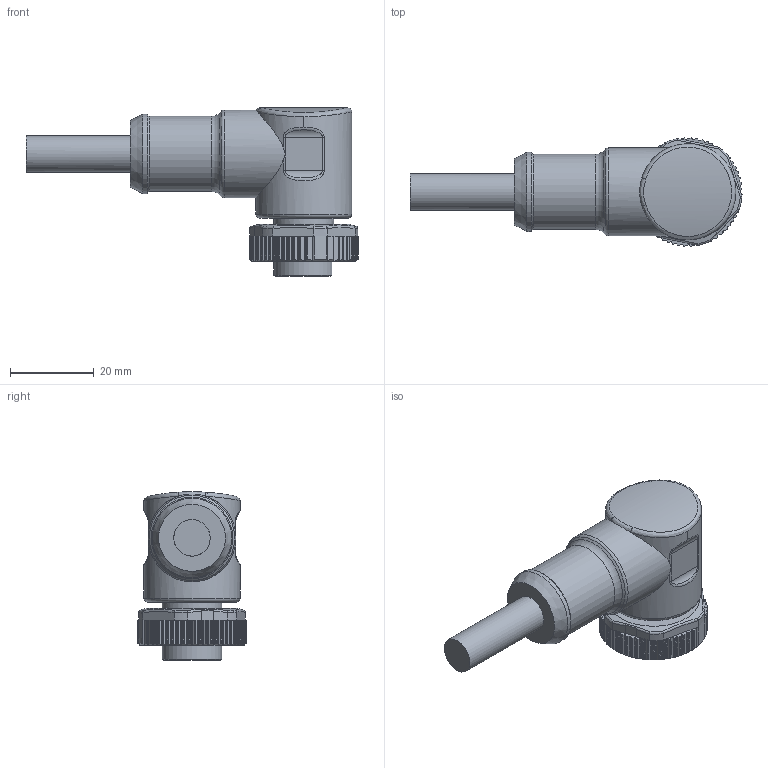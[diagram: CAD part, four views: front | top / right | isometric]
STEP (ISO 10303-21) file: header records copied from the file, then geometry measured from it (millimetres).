
FILE_DESCRIPTION(/* description */ (''),/* implementation_level */ '2;1');
FILE_NAME(/* name */ '79_2462_XXX_05_001_01.stp',/* time_stamp */ '2013-03-28T09:49:40+01:00',/* author */ (''),/* organization */ (''),/* preprocessor_version */ 'ST-DEVELOPER v14',/* originating_system */ 'SIEMENS PLM Software NX 8.0',/* authorisation */ '');
FILE_SCHEMA (('AP203_CONFIGURATION_CONTROLLED_3D_DESIGN_OF_MECHANICAL_PARTS_AND_ASSEMBLIES_MIM_LF { 1 0 10303 403 2 1 2}'));
Length unit declared in the file: millimetre
Products named in the file (1): sgro11585806d3lk
Bounding box: 79.49 x 25.95 x 40.36 mm (x, y, z)
Volume: 25122.8 mm3; surface area: 8194.6 mm2
Topology: 1 solids, 1 shells, 511 faces, 1445 edges, 942 vertices
Faces by surface type: plane 237, cylinder 221, cone 22, torus 19, bspline 12
Full cylindrical faces by diameter (mm): 2.05 x5, 3.4 x5, 8.7 x1, 14.3 x2, 15.5 x1, 17.8 x1, 18 x1, 18.1 x1, 19 x1, 20.498 x1, 21 x1, 23 x1
Entity records: 18508 total; most frequent: CARTESIAN_POINT 5931, ORIENTED_EDGE 2708, DIRECTION 2439, EDGE_CURVE 1354, VERTEX_POINT 912, AXIS2_PLACEMENT_3D 901, LINE 637, VECTOR 637
